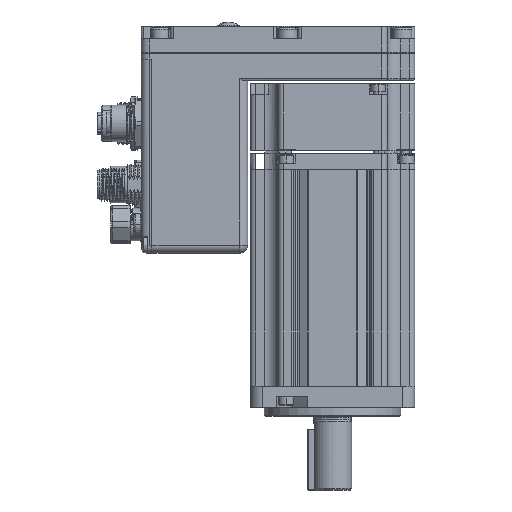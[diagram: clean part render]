
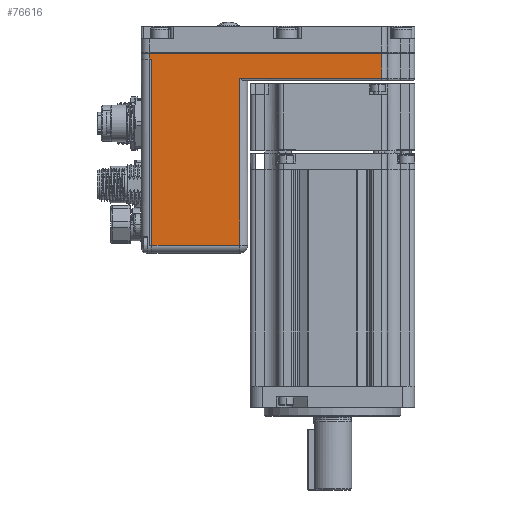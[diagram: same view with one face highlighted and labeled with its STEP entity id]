
A CAD part, front view. The second image highlights one B-rep face of the part: STEP entity #76616.
In plain terms, the highlighted planar face has unit normal (0, -1, 0).
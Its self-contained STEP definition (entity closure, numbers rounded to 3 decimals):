
#749 = LINE ( 'NONE', #39273, #3155 ) ;
#3155 = VECTOR ( 'NONE', #16213, 1000. ) ;
#4557 = DIRECTION ( 'NONE',  ( 0., 0., 1. ) ) ;
#4574 = VERTEX_POINT ( 'NONE', #76726 ) ;
#7774 = CARTESIAN_POINT ( 'NONE',  ( -26.567, -30.734, 91.5 ) ) ;
#8157 = DIRECTION ( 'NONE',  ( 1., 0., 0. ) ) ;
#8899 = LINE ( 'NONE', #42861, #30741 ) ;
#9562 = CARTESIAN_POINT ( 'NONE',  ( -27.567, -30.734, 103.5 ) ) ;
#12912 = ORIENTED_EDGE ( 'NONE', *, *, #80774, .F. ) ;
#13624 = ORIENTED_EDGE ( 'NONE', *, *, #91428, .F. ) ;
#14579 = VERTEX_POINT ( 'NONE', #42649 ) ;
#14737 = VERTEX_POINT ( 'NONE', #90116 ) ;
#14834 = CARTESIAN_POINT ( 'NONE',  ( 5.433, -30.734, 94.5 ) ) ;
#15240 = EDGE_CURVE ( 'NONE', #4574, #31816, #8899, .T. ) ;
#15561 = CARTESIAN_POINT ( 'NONE',  ( 5.433, -30.734, 33.5 ) ) ;
#15953 = DIRECTION ( 'NONE',  ( 1., 0., 0. ) ) ;
#16213 = DIRECTION ( 'NONE',  ( 0., 0., 1. ) ) ;
#18832 = EDGE_CURVE ( 'NONE', #49845, #98225, #92869, .T. ) ;
#19962 = VERTEX_POINT ( 'NONE', #14834 ) ;
#22136 = DIRECTION ( 'NONE',  ( 1., 0., 0. ) ) ;
#22585 = VERTEX_POINT ( 'NONE', #68085 ) ;
#24018 = CARTESIAN_POINT ( 'NONE',  ( -26.567, -30.734, 33.5 ) ) ;
#24041 = LINE ( 'NONE', #93525, #59084 ) ;
#24048 = EDGE_LOOP ( 'NONE', ( #48439, #33561, #30188, #96384, #90423, #12912, #13624, #25831 ) ) ;
#24464 = VECTOR ( 'NONE', #22136, 1000. ) ;
#25831 = ORIENTED_EDGE ( 'NONE', *, *, #18832, .T. ) ;
#27730 = DIRECTION ( 'NONE',  ( -1., 0., 0. ) ) ;
#28340 = EDGE_CURVE ( 'NONE', #98225, #19962, #749, .T. ) ;
#30188 = ORIENTED_EDGE ( 'NONE', *, *, #15240, .F. ) ;
#30741 = VECTOR ( 'NONE', #97750, 1000. ) ;
#31816 = VERTEX_POINT ( 'NONE', #42598 ) ;
#33561 = ORIENTED_EDGE ( 'NONE', *, *, #66062, .T. ) ;
#36137 = LINE ( 'NONE', #9562, #42179 ) ;
#37907 = VECTOR ( 'NONE', #92408, 1000. ) ;
#39273 = CARTESIAN_POINT ( 'NONE',  ( 5.433, -30.734, 103.5 ) ) ;
#41770 = PLANE ( 'NONE',  #66620 ) ;
#42179 = VECTOR ( 'NONE', #95191, 1000. ) ;
#42598 = CARTESIAN_POINT ( 'NONE',  ( 57.433, -30.734, 94.5 ) ) ;
#42649 = CARTESIAN_POINT ( 'NONE',  ( -26.567, -30.734, 101.5 ) ) ;
#42861 = CARTESIAN_POINT ( 'NONE',  ( 57.433, -30.734, 103.5 ) ) ;
#43065 = DIRECTION ( 'NONE',  ( 0., 1., 0. ) ) ;
#47938 = EDGE_CURVE ( 'NONE', #14737, #4574, #59538, .T. ) ;
#48439 = ORIENTED_EDGE ( 'NONE', *, *, #28340, .T. ) ;
#49845 = VERTEX_POINT ( 'NONE', #24018 ) ;
#52636 = EDGE_CURVE ( 'NONE', #14737, #22585, #36137, .T. ) ;
#55482 = FACE_OUTER_BOUND ( 'NONE', #24048, .T. ) ;
#57104 = LINE ( 'NONE', #7774, #37907 ) ;
#58542 = CARTESIAN_POINT ( 'NONE',  ( 69.433, -30.734, 103.5 ) ) ;
#58769 = CARTESIAN_POINT ( 'NONE',  ( 34.261, -30.734, 101.5 ) ) ;
#59084 = VECTOR ( 'NONE', #15953, 1000. ) ;
#59538 = LINE ( 'NONE', #85156, #24464 ) ;
#66062 = EDGE_CURVE ( 'NONE', #19962, #31816, #24041, .T. ) ;
#66620 = AXIS2_PLACEMENT_3D ( 'NONE', #58542, #43065, #4557 ) ;
#68085 = CARTESIAN_POINT ( 'NONE',  ( -27.567, -30.734, 101.5 ) ) ;
#76616 = ADVANCED_FACE ( 'NONE', ( #55482 ), #41770, .F. ) ;
#76726 = CARTESIAN_POINT ( 'NONE',  ( 57.433, -30.734, 103.5 ) ) ;
#80774 = EDGE_CURVE ( 'NONE', #14579, #22585, #83784, .T. ) ;
#83784 = LINE ( 'NONE', #58769, #88570 ) ;
#85156 = CARTESIAN_POINT ( 'NONE',  ( 9.433, -30.734, 103.5 ) ) ;
#85552 = CARTESIAN_POINT ( 'NONE',  ( 5.433, -30.734, 33.5 ) ) ;
#88057 = VECTOR ( 'NONE', #8157, 1000. ) ;
#88570 = VECTOR ( 'NONE', #27730, 1000. ) ;
#90116 = CARTESIAN_POINT ( 'NONE',  ( -27.567, -30.734, 103.5 ) ) ;
#90423 = ORIENTED_EDGE ( 'NONE', *, *, #52636, .T. ) ;
#91428 = EDGE_CURVE ( 'NONE', #49845, #14579, #57104, .T. ) ;
#92408 = DIRECTION ( 'NONE',  ( 0., 0., 1. ) ) ;
#92869 = LINE ( 'NONE', #15561, #88057 ) ;
#93525 = CARTESIAN_POINT ( 'NONE',  ( 69.433, -30.734, 94.5 ) ) ;
#95191 = DIRECTION ( 'NONE',  ( 0., 0., -1. ) ) ;
#96384 = ORIENTED_EDGE ( 'NONE', *, *, #47938, .F. ) ;
#97750 = DIRECTION ( 'NONE',  ( 0., 0., -1. ) ) ;
#98225 = VERTEX_POINT ( 'NONE', #85552 ) ;
